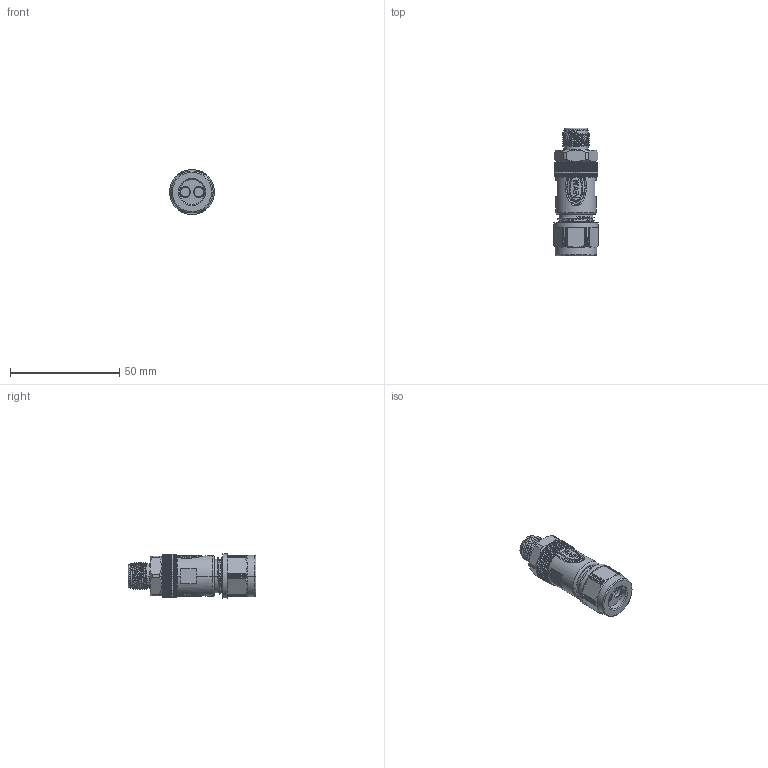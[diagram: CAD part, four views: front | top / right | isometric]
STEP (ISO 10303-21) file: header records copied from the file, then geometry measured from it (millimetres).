
FILE_DESCRIPTION((''),'2;1');
FILE_NAME('123','2023-12-27T',('13531'),(''),'PRO/ENGINEER BY PARAMETRIC TECHNOLOGY CORPORATION, 2012480','PRO/ENGINEER BY PARAMETRIC TECHNOLOGY CORPORATION, 2012480','');
FILE_SCHEMA(('CONFIG_CONTROL_DESIGN'));
Products named in the file (1): 123
Bounding box: 20.5 x 58.3 x 20.49 mm (x, y, z)
Volume: 5078.3 mm3; surface area: 3820031.2 mm2
Topology: 1 solids, 4 shells, 2702 faces, 8111 edges, 5313 vertices
Faces by surface type: plane 891, cylinder 824, cone 315, bspline 312, extrusion 280, torus 44, sphere 36
Entity records: 131190 total; most frequent: CARTESIAN_POINT 63213, ORIENTED_EDGE 16004, DIRECTION 11572, EDGE_CURVE 8042, VERTEX_POINT 5308, AXIS2_PLACEMENT_3D 4059, VECTOR 3454, B_SPLINE_CURVE_WITH_KNOTS 3200
